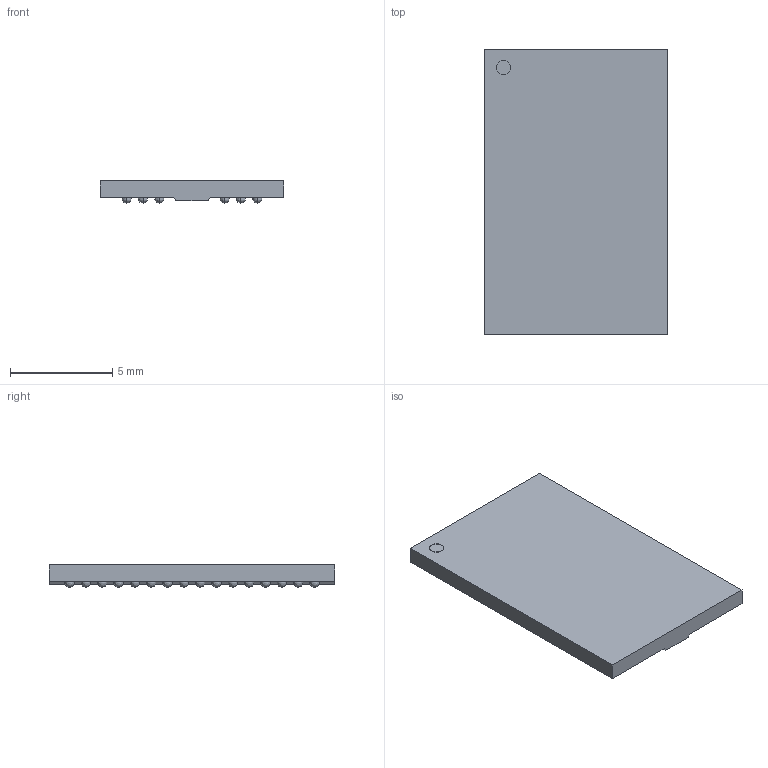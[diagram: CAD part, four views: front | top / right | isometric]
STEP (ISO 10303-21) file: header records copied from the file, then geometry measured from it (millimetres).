
FILE_DESCRIPTION (( 'STEP AP214' ), '1' );
FILE_NAME ('User Library-MT41J256M16.STEP', '2017-03-20T08:34:01', ( 'Windows User' ), ( '' ), 'SwSTEP 2.0', 'SolidWorks 2017', '' );
FILE_SCHEMA (( 'AUTOMOTIVE_DESIGN' ));
Length unit declared in the file: millimetre
Products named in the file (1): User Library-MT41J256M16
Bounding box: 9 x 14 x 1.1 mm (x, y, z)
Volume: 110.8 mm3; surface area: 315.8 mm2
Topology: 1 solids, 1 shells, 212 faces, 912 edges, 416 vertices
Faces by surface type: bspline 192, plane 18, cylinder 2
Entity records: 14198 total; most frequent: CARTESIAN_POINT 7421, ORIENTED_EDGE 1056, DIRECTION 670, EDGE_CURVE 528, VERTEX_POINT 416, AXIS2_PLACEMENT_3D 313, EDGE_LOOP 310, CIRCLE 292
